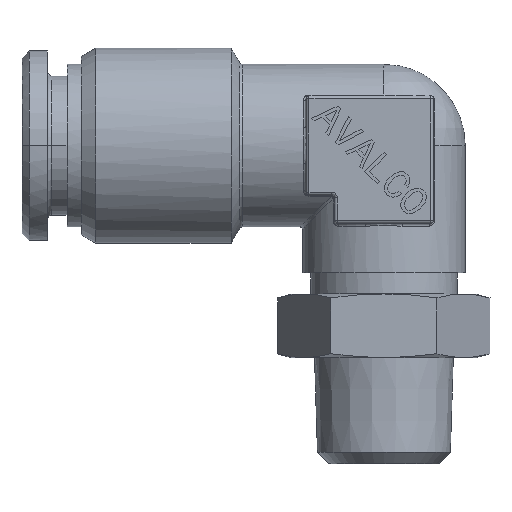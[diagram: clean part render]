
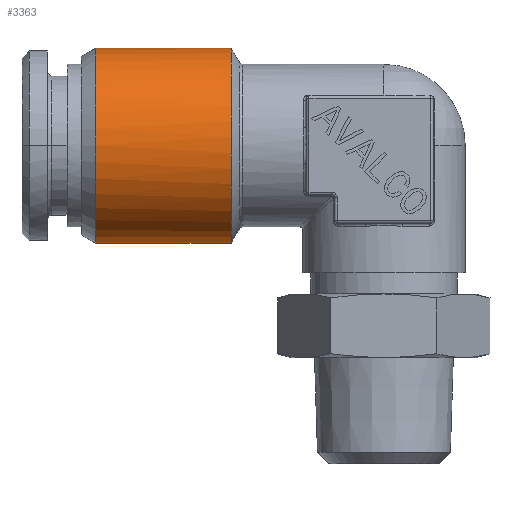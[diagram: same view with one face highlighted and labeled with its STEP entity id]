
A CAD part, top view. The second image highlights one B-rep face of the part: STEP entity #3363.
In plain terms, the highlighted cylindrical face has radius 6.9 mm (diameter 13.8 mm), a partial arc.
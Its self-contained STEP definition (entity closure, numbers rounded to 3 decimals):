
#3129=CARTESIAN_POINT('Axis2P3D Location',(-20.38,0.,0.)) ;
#3133=CARTESIAN_POINT('Vertex',(-20.38,6.9,0.)) ;
#3135=CARTESIAN_POINT('Vertex',(-20.38,-6.9,0.)) ;
#3321=CARTESIAN_POINT('Axis2P3D Location',(-21.93,0.,0.)) ;
#3326=CARTESIAN_POINT('Line Origine',(-21.93,6.9,0.)) ;
#3330=CARTESIAN_POINT('Vertex',(-10.809,6.9,0.)) ;
#3333=CARTESIAN_POINT('Line Origine',(-21.93,-6.9,0.)) ;
#3337=CARTESIAN_POINT('Vertex',(-10.809,-6.9,0.)) ;
#3341=CARTESIAN_POINT('Control Point',(-10.809,6.9,0.)) ;
#3342=CARTESIAN_POINT('Control Point',(-10.809,6.9,1.084)) ;
#3343=CARTESIAN_POINT('Control Point',(-10.809,6.687,2.168)) ;
#3344=CARTESIAN_POINT('Control Point',(-10.809,6.261,3.196)) ;
#3345=CARTESIAN_POINT('Control Point',(-10.809,5.03,5.03)) ;
#3346=CARTESIAN_POINT('Control Point',(-10.809,3.196,6.261)) ;
#3347=CARTESIAN_POINT('Control Point',(-10.809,2.168,6.687)) ;
#3348=CARTESIAN_POINT('Control Point',(-10.809,0.,7.113)) ;
#3349=CARTESIAN_POINT('Control Point',(-10.809,-2.168,6.687)) ;
#3350=CARTESIAN_POINT('Control Point',(-10.809,-3.196,6.261)) ;
#3351=CARTESIAN_POINT('Control Point',(-10.809,-5.03,5.03)) ;
#3352=CARTESIAN_POINT('Control Point',(-10.809,-6.261,3.196)) ;
#3353=CARTESIAN_POINT('Control Point',(-10.809,-6.687,2.168)) ;
#3354=CARTESIAN_POINT('Control Point',(-10.809,-6.9,1.084)) ;
#3355=CARTESIAN_POINT('Control Point',(-10.809,-6.9,0.)) ;
#3130=DIRECTION('Axis2P3D Direction',(1.,0.,0.)) ;
#3322=DIRECTION('Axis2P3D Direction',(1.,0.,0.)) ;
#3323=DIRECTION('Axis2P3D XDirection',(0.,1.,0.)) ;
#3327=DIRECTION('Vector Direction',(1.,0.,0.)) ;
#3334=DIRECTION('Vector Direction',(1.,0.,0.)) ;
#3131=AXIS2_PLACEMENT_3D('Circle Axis2P3D',#3129,#3130,$) ;
#3324=AXIS2_PLACEMENT_3D('Cylinder Axis2P3D',#3321,#3322,#3323) ;
#3358=ORIENTED_EDGE('',*,*,#3332,.F.) ;
#3359=ORIENTED_EDGE('',*,*,#3137,.T.) ;
#3360=ORIENTED_EDGE('',*,*,#3339,.T.) ;
#3361=ORIENTED_EDGE('',*,*,#3356,.F.) ;
#3328=VECTOR('Line Direction',#3327,1.) ;
#3335=VECTOR('Line Direction',#3334,1.) ;
#3363=ADVANCED_FACE('PR505B-08R18',(#3362),#3325,.T.) ;
#3340=B_SPLINE_CURVE_WITH_KNOTS('',5,(#3341,#3342,#3343,#3344,#3345,#3346,#3347,#3348,#3349,#3350,#3351,#3352,#3353,#3354,#3355),.UNSPECIFIED.,.F.,.U.,(6,3,3,3,6),(-10.838,-5.419,0.,5.419,10.838),.UNSPECIFIED.) ;
#3132=CIRCLE('generated circle',#3131,6.9) ;
#3325=CYLINDRICAL_SURFACE('generated cylinder',#3324,6.9) ;
#3137=EDGE_CURVE('',#3134,#3136,#3132,.T.) ;
#3332=EDGE_CURVE('',#3134,#3331,#3329,.T.) ;
#3339=EDGE_CURVE('',#3136,#3338,#3336,.T.) ;
#3356=EDGE_CURVE('',#3331,#3338,#3340,.T.) ;
#3357=EDGE_LOOP('',(#3358,#3359,#3360,#3361)) ;
#3362=FACE_OUTER_BOUND('',#3357,.T.) ;
#3329=LINE('Line',#3326,#3328) ;
#3336=LINE('Line',#3333,#3335) ;
#3134=VERTEX_POINT('',#3133) ;
#3136=VERTEX_POINT('',#3135) ;
#3331=VERTEX_POINT('',#3330) ;
#3338=VERTEX_POINT('',#3337) ;
